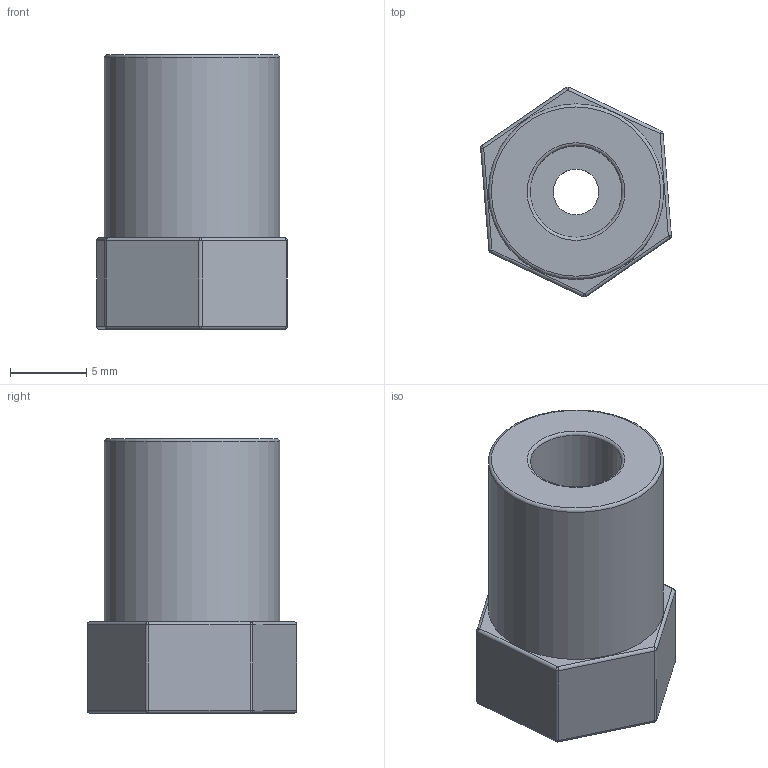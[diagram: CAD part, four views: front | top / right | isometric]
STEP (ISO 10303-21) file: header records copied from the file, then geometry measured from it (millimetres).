
FILE_DESCRIPTION(/* description */ (''),/* implementation_level */ '2;1');
FILE_NAME(/* name */ 'Moyeu 6 Hex 12 v3.stp',/* time_stamp */ '2020-11-27T19:33:44+01:00',/* author */ (''),/* organization */ (''),/* preprocessor_version */ 'ST-DEVELOPER v18.1',/* originating_system */ 'Autodesk Translation Framework v9.3.0.1241',/* authorisation */ '');
FILE_SCHEMA (('AUTOMOTIVE_DESIGN { 1 0 10303 214 3 1 1 }'));
Length unit declared in the file: millimetre
Products named in the file (1): Moyeu 6 Hex 12
Bounding box: 12.5 x 13.75 x 18 mm (x, y, z)
Volume: 1611.7 mm3; surface area: 1188.3 mm2
Topology: 1 solids, 1 shells, 45 faces, 86 edges, 45 vertices
Faces by surface type: cylinder 21, sphere 12, plane 10, torus 2
Full cylindrical faces by diameter (mm): 3 x1, 6 x1, 11.5 x1
Entity records: 1148 total; most frequent: DIRECTION 225, CARTESIAN_POINT 177, ORIENTED_EDGE 172, AXIS2_PLACEMENT_3D 93, EDGE_CURVE 86, EDGE_LOOP 49, CIRCLE 47, FACE_OUTER_BOUND 45
